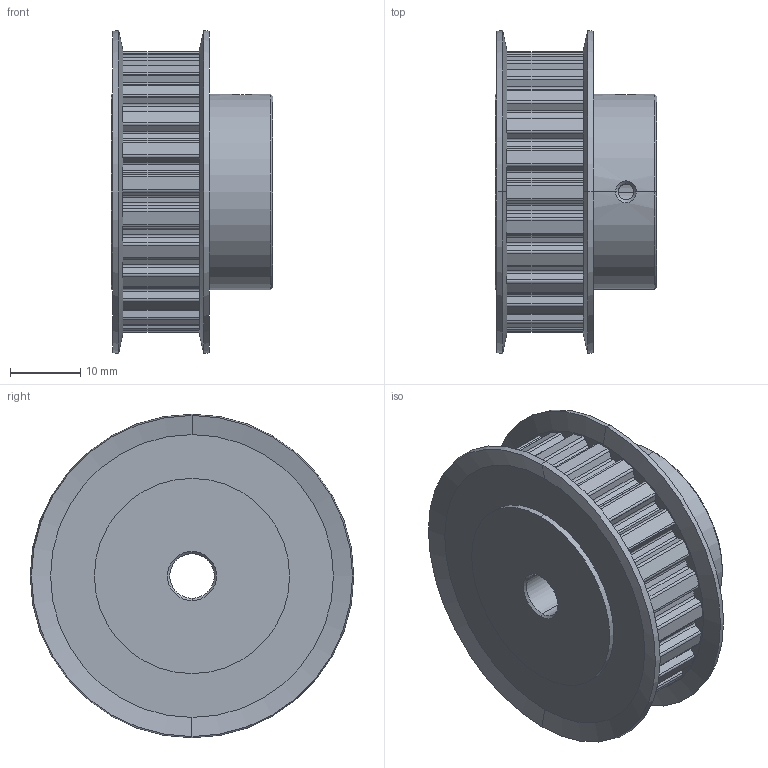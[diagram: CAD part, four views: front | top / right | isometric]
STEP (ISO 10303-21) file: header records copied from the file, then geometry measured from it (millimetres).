
FILE_DESCRIPTION (( 'STEP AP214' ), '1' );
FILE_NAME ('APB25XL037BF-250.step', '2015-04-08T20:58:32', ( '' ), ( '' ), 'SwSTEP 2.0', 'SolidWorks 2014', '' );
FILE_SCHEMA (( 'AUTOMOTIVE_DESIGN' ));
Length unit declared in the file: millimetre
Products named in the file (1): APB25XL037BF-250
Bounding box: 23.01 x 46.05 x 46.05 mm (x, y, z)
Volume: 21205.8 mm3; surface area: 7715.3 mm2
Topology: 1 solids, 1 shells, 257 faces, 740 edges, 487 vertices
Faces by surface type: cylinder 154, plane 81, cone 18, bspline 4
Entity records: 10671 total; most frequent: CARTESIAN_POINT 3616, DIRECTION 1551, ORIENTED_EDGE 1480, EDGE_CURVE 740, AXIS2_PLACEMENT_3D 576, VERTEX_POINT 487, LINE 399, VECTOR 399
